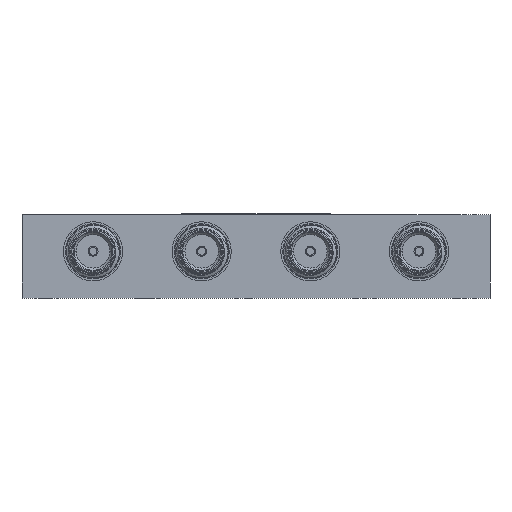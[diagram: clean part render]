
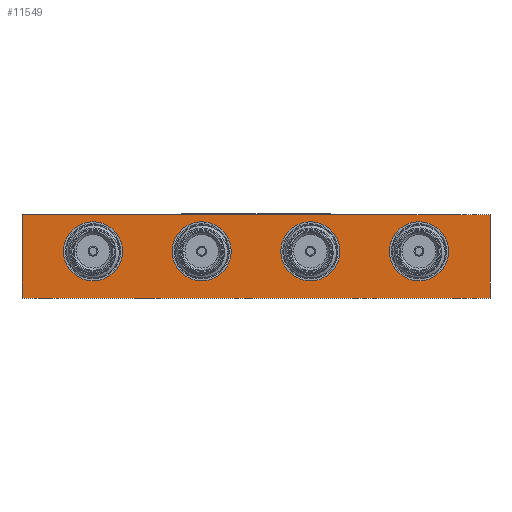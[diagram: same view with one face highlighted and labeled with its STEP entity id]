
A CAD part, front view. The second image highlights one B-rep face of the part: STEP entity #11549.
In plain terms, the highlighted planar face has unit normal (0, -1, 0).
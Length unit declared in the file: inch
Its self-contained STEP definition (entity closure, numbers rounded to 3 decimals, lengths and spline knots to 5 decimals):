
#600 = CARTESIAN_POINT ( 'NONE',  ( -0.76772, -0.84646, 0.02362 ) ) ;
#1873 = VERTEX_POINT ( 'NONE', #25086 ) ;
#2881 = AXIS2_PLACEMENT_3D ( 'NONE', #23348, #6378, #28985 ) ;
#4014 = ORIENTED_EDGE ( 'NONE', *, *, #33815, .F. ) ;
#4317 = EDGE_CURVE ( 'NONE', #20161, #13047, #13436, .T. ) ;
#5415 = EDGE_LOOP ( 'NONE', ( #19413, #35678, #27679, #30053 ) ) ;
#5611 = DIRECTION ( 'NONE',  ( 0., 0., 1. ) ) ;
#5624 = EDGE_CURVE ( 'NONE', #23936, #13047, #22772, .T. ) ;
#5763 = ORIENTED_EDGE ( 'NONE', *, *, #9579, .F. ) ;
#6378 = DIRECTION ( 'NONE',  ( 0., -1., 0. ) ) ;
#6911 = CIRCLE ( 'NONE', #21962, 0.13924 ) ;
#7898 = CARTESIAN_POINT ( 'NONE',  ( -1.10236, -0.84646, -0.19685 ) ) ;
#9358 = EDGE_LOOP ( 'NONE', ( #21673, #5763 ) ) ;
#9579 = EDGE_CURVE ( 'NONE', #37012, #14890, #35008, .T. ) ;
#10545 = AXIS2_PLACEMENT_3D ( 'NONE', #35789, #19082, #24150 ) ;
#10754 = FACE_OUTER_BOUND ( 'NONE', #5415, .T. ) ;
#10928 = FACE_BOUND ( 'NONE', #34511, .T. ) ;
#11112 = FACE_BOUND ( 'NONE', #9358, .T. ) ;
#11549 = ADVANCED_FACE ( 'NONE', ( #10928, #11112, #10754 ), #30688, .F. ) ;
#12499 = VERTEX_POINT ( 'NONE', #29092 ) ;
#13047 = VERTEX_POINT ( 'NONE', #25984 ) ;
#13436 = LINE ( 'NONE', #21722, #14011 ) ;
#13727 = VECTOR ( 'NONE', #21785, 39.37008 ) ;
#14011 = VECTOR ( 'NONE', #33179, 39.37008 ) ;
#14602 = VERTEX_POINT ( 'NONE', #27276 ) ;
#14890 = VERTEX_POINT ( 'NONE', #36232 ) ;
#16093 = CARTESIAN_POINT ( 'NONE',  ( -1.10236, -0.84646, 0.19685 ) ) ;
#16302 = CARTESIAN_POINT ( 'NONE',  ( -0.39515, -0.84646, 0.02362 ) ) ;
#16580 = DIRECTION ( 'NONE',  ( 1., 0., 0. ) ) ;
#17207 = DIRECTION ( 'NONE',  ( 1., 0., 0. ) ) ;
#19082 = DIRECTION ( 'NONE',  ( 0., -1., 0. ) ) ;
#19413 = ORIENTED_EDGE ( 'NONE', *, *, #5624, .T. ) ;
#20161 = VERTEX_POINT ( 'NONE', #24379 ) ;
#20411 = DIRECTION ( 'NONE',  ( 0., -1., 0. ) ) ;
#21374 = CIRCLE ( 'NONE', #10545, 0.13924 ) ;
#21673 = ORIENTED_EDGE ( 'NONE', *, *, #24473, .F. ) ;
#21722 = CARTESIAN_POINT ( 'NONE',  ( 1.10236, -0.84646, 0.19685 ) ) ;
#21785 = DIRECTION ( 'NONE',  ( 1., 0., 0. ) ) ;
#21962 = AXIS2_PLACEMENT_3D ( 'NONE', #600, #20411, #26420 ) ;
#22772 = LINE ( 'NONE', #7898, #30268 ) ;
#23348 = CARTESIAN_POINT ( 'NONE',  ( -0.76772, -0.84646, 0.02362 ) ) ;
#23936 = VERTEX_POINT ( 'NONE', #31384 ) ;
#24016 = ORIENTED_EDGE ( 'NONE', *, *, #24323, .F. ) ;
#24150 = DIRECTION ( 'NONE',  ( 1., 0., 0. ) ) ;
#24323 = EDGE_CURVE ( 'NONE', #1873, #12499, #6911, .T. ) ;
#24379 = CARTESIAN_POINT ( 'NONE',  ( 1.10236, -0.84646, 0.19685 ) ) ;
#24473 = EDGE_CURVE ( 'NONE', #14890, #37012, #21374, .T. ) ;
#25086 = CARTESIAN_POINT ( 'NONE',  ( -0.90696, -0.84646, 0.02362 ) ) ;
#25984 = CARTESIAN_POINT ( 'NONE',  ( 1.10236, -0.84646, -0.19685 ) ) ;
#26039 = CARTESIAN_POINT ( 'NONE',  ( -0.25591, -0.84646, 0.02362 ) ) ;
#26420 = DIRECTION ( 'NONE',  ( 1., 0., 0. ) ) ;
#27276 = CARTESIAN_POINT ( 'NONE',  ( -1.10236, -0.84646, 0.19685 ) ) ;
#27679 = ORIENTED_EDGE ( 'NONE', *, *, #33942, .F. ) ;
#27933 = LINE ( 'NONE', #16093, #33540 ) ;
#28601 = DIRECTION ( 'NONE',  ( 0., 1., 0. ) ) ;
#28985 = DIRECTION ( 'NONE',  ( 1., 0., 0. ) ) ;
#29092 = CARTESIAN_POINT ( 'NONE',  ( -0.62848, -0.84646, 0.02362 ) ) ;
#29608 = AXIS2_PLACEMENT_3D ( 'NONE', #26039, #31497, #17207 ) ;
#30053 = ORIENTED_EDGE ( 'NONE', *, *, #34277, .T. ) ;
#30268 = VECTOR ( 'NONE', #16580, 39.37008 ) ;
#30688 = PLANE ( 'NONE',  #35948 ) ;
#31384 = CARTESIAN_POINT ( 'NONE',  ( -1.10236, -0.84646, -0.19685 ) ) ;
#31497 = DIRECTION ( 'NONE',  ( 0., -1., 0. ) ) ;
#31738 = CIRCLE ( 'NONE', #2881, 0.13924 ) ;
#33014 = DIRECTION ( 'NONE',  ( 0., 0., -1. ) ) ;
#33179 = DIRECTION ( 'NONE',  ( 0., 0., -1. ) ) ;
#33540 = VECTOR ( 'NONE', #33014, 39.37008 ) ;
#33679 = CARTESIAN_POINT ( 'NONE',  ( -1.10236, -0.84646, 0.19685 ) ) ;
#33815 = EDGE_CURVE ( 'NONE', #12499, #1873, #31738, .T. ) ;
#33942 = EDGE_CURVE ( 'NONE', #14602, #20161, #36772, .T. ) ;
#34277 = EDGE_CURVE ( 'NONE', #14602, #23936, #27933, .T. ) ;
#34511 = EDGE_LOOP ( 'NONE', ( #4014, #24016 ) ) ;
#35008 = CIRCLE ( 'NONE', #29608, 0.13924 ) ;
#35678 = ORIENTED_EDGE ( 'NONE', *, *, #4317, .F. ) ;
#35789 = CARTESIAN_POINT ( 'NONE',  ( -0.25591, -0.84646, 0.02362 ) ) ;
#35948 = AXIS2_PLACEMENT_3D ( 'NONE', #33679, #28601, #5611 ) ;
#36232 = CARTESIAN_POINT ( 'NONE',  ( -0.11666, -0.84646, 0.02362 ) ) ;
#36417 = CARTESIAN_POINT ( 'NONE',  ( -1.10236, -0.84646, 0.19685 ) ) ;
#36772 = LINE ( 'NONE', #36417, #13727 ) ;
#37012 = VERTEX_POINT ( 'NONE', #16302 ) ;
